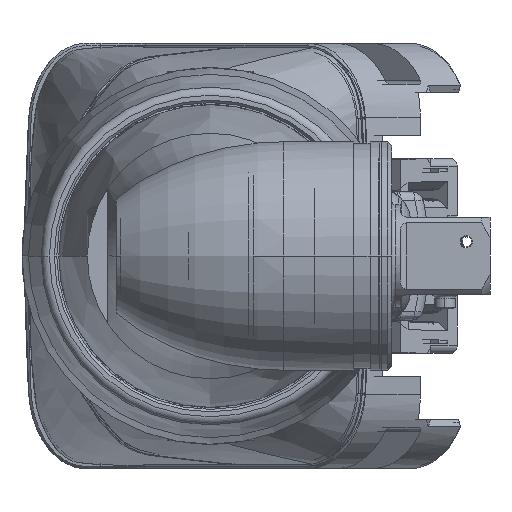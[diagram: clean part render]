
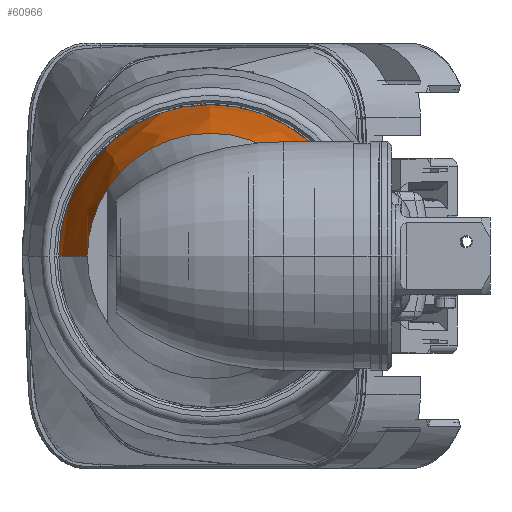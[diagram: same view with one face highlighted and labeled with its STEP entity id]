
A CAD part, left-side view. The second image highlights one B-rep face of the part: STEP entity #60966.
In plain terms, the highlighted free-form (B-spline) face has degree [3, 3] with [7, 4] control points.
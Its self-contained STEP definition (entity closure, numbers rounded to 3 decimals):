
#55925=CARTESIAN_POINT('',(-84.7,0.,0.));
#55926=DIRECTION('',(-1.,0.,0.));
#55927=DIRECTION('',(0.,-1.,0.));
#55928=AXIS2_PLACEMENT_3D('',#55925,#55926,#55927);
#55930=CARTESIAN_POINT('',(-84.738,-12.5,8.292));
#55931=CARTESIAN_POINT('',(-84.733,-12.5,8.293));
#55932=CARTESIAN_POINT('',(-84.725,-12.5,8.297));
#55933=CARTESIAN_POINT('',(-84.713,-12.5,8.302));
#55934=CARTESIAN_POINT('',(-84.704,-12.5,8.306));
#55935=CARTESIAN_POINT('',(-84.7,-12.5,8.308));
#55937=CARTESIAN_POINT('',(-84.7,12.5,8.308));
#55938=CARTESIAN_POINT('',(-84.704,12.5,8.306));
#55939=CARTESIAN_POINT('',(-84.713,12.5,8.302));
#55940=CARTESIAN_POINT('',(-84.725,12.5,8.297));
#55941=CARTESIAN_POINT('',(-84.733,12.5,8.293));
#55942=CARTESIAN_POINT('',(-84.738,12.5,8.292));
#55944=CARTESIAN_POINT('',(-84.7,0.,0.));
#55945=DIRECTION('',(-1.,0.,0.));
#55946=DIRECTION('',(0.,0.833,0.554));
#55947=AXIS2_PLACEMENT_3D('',#55944,#55945,#55946);
#55949=CARTESIAN_POINT('',(-54.775,-111.5,0.));
#55950=DIRECTION('',(0.,0.,1.));
#55951=DIRECTION('',(0.,1.,0.));
#55952=AXIS2_PLACEMENT_3D('',#55949,#55950,#55951);
#55954=CARTESIAN_POINT('',(-54.775,0.,0.));
#55955=DIRECTION('',(1.,0.,0.));
#55956=DIRECTION('',(0.,1.,0.));
#55957=AXIS2_PLACEMENT_3D('',#55954,#55955,#55956);
#55959=CARTESIAN_POINT('',(-54.775,111.5,0.));
#55960=DIRECTION('',(0.,0.,-1.));
#55961=DIRECTION('',(0.,-1.,0.));
#55962=AXIS2_PLACEMENT_3D('',#55959,#55960,#55961);
#56000=CARTESIAN_POINT('',(-84.738,0.,0.));
#56001=DIRECTION('',(1.,0.,0.));
#56002=DIRECTION('',(0.,0.833,0.553));
#56003=AXIS2_PLACEMENT_3D('',#56000,#56001,#56002);
#58736=CARTESIAN_POINT('',(-54.775,18.5,0.));
#58737=CARTESIAN_POINT('',(-54.775,-18.5,0.));
#58738=VERTEX_POINT('',#58736);
#58739=VERTEX_POINT('',#58737);
#58941=CARTESIAN_POINT('',(-84.7,12.5,8.308));
#58943=VERTEX_POINT('',#58941);
#58946=CARTESIAN_POINT('',(-84.7,-12.5,8.308));
#58948=VERTEX_POINT('',#58946);
#58949=CARTESIAN_POINT('',(-84.7,15.009,0.));
#58950=VERTEX_POINT('',#58949);
#58951=CARTESIAN_POINT('',(-84.7,-15.009,0.));
#58952=VERTEX_POINT('',#58951);
#58954=VERTEX_POINT('',#55942);
#58959=CARTESIAN_POINT('',(-84.738,-12.5,8.292));
#58960=VERTEX_POINT('',#58959);
#60921=CARTESIAN_POINT('',(-54.17,-18.462,
-1.162));
#60922=CARTESIAN_POINT('',(-64.677,-18.511,
-1.165));
#60923=CARTESIAN_POINT('',(-75.113,-17.294,
-1.088));
#60924=CARTESIAN_POINT('',(-85.326,-14.83,
-0.933));
#60925=CARTESIAN_POINT('',(-54.17,-19.177,
10.2));
#60926=CARTESIAN_POINT('',(-64.677,-19.228,
10.227));
#60927=CARTESIAN_POINT('',(-75.113,-17.964,
9.555));
#60928=CARTESIAN_POINT('',(-85.326,-15.404,
8.193));
#60929=CARTESIAN_POINT('',(-54.17,-11.384,
18.499));
#60930=CARTESIAN_POINT('',(-64.677,-11.414,
18.547));
#60931=CARTESIAN_POINT('',(-75.113,-10.664,
17.328));
#60932=CARTESIAN_POINT('',(-85.326,-9.144,
14.859));
#60933=CARTESIAN_POINT('',(-54.17,0.,18.499));
#60934=CARTESIAN_POINT('',(-64.677,0.,18.547));
#60935=CARTESIAN_POINT('',(-75.113,0.,17.328));
#60936=CARTESIAN_POINT('',(-85.326,0.,14.859));
#60937=CARTESIAN_POINT('',(-54.17,11.384,
18.499));
#60938=CARTESIAN_POINT('',(-64.677,11.414,
18.547));
#60939=CARTESIAN_POINT('',(-75.113,10.664,
17.328));
#60940=CARTESIAN_POINT('',(-85.326,9.144,
14.859));
#60941=CARTESIAN_POINT('',(-54.17,19.177,
10.2));
#60942=CARTESIAN_POINT('',(-64.677,19.228,
10.227));
#60943=CARTESIAN_POINT('',(-75.113,17.964,
9.555));
#60944=CARTESIAN_POINT('',(-85.326,15.404,
8.193));
#60945=CARTESIAN_POINT('',(-54.17,18.462,
-1.162));
#60946=CARTESIAN_POINT('',(-64.677,18.511,
-1.165));
#60947=CARTESIAN_POINT('',(-75.113,17.294,
-1.088));
#60948=CARTESIAN_POINT('',(-85.326,14.83,
-0.933));
#60949=(BOUNDED_SURFACE()B_SPLINE_SURFACE(3,3,((#60921,#60922,#60923,#60924),(
#60925,#60926,#60927,#60928),(#60929,#60930,#60931,#60932),(#60933,#60934,
#60935,#60936),(#60937,#60938,#60939,#60940),(#60941,#60942,#60943,#60944),(
#60945,#60946,#60947,#60948)),.UNSPECIFIED.,.F.,.F.,.F.)B_SPLINE_SURFACE_WITH_KNOTS((4,3,4),(4,4),(0.,1.,2.),(0.,1.),.UNSPECIFIED.)GEOMETRIC_REPRESENTATION_ITEM()RATIONAL_B_SPLINE_SURFACE(((1.192,1.186,
1.186,1.192),(0.941,0.936,
0.936,0.941),(0.941,0.936,
0.936,0.941),(1.192,1.186,
1.186,1.192),(0.941,0.936,
0.936,0.941),(0.941,0.936,
0.936,0.941),(1.192,1.186,
1.186,1.192)))REPRESENTATION_ITEM('')SURFACE());
#60950=ORIENTED_EDGE('',*,*,#60907,.T.);
#60951=ORIENTED_EDGE('',*,*,#60889,.F.);
#60953=ORIENTED_EDGE('',*,*,#60952,.F.);
#60955=ORIENTED_EDGE('',*,*,#60954,.F.);
#60957=ORIENTED_EDGE('',*,*,#60956,.T.);
#60959=ORIENTED_EDGE('',*,*,#60958,.F.);
#60961=ORIENTED_EDGE('',*,*,#60960,.T.);
#60963=ORIENTED_EDGE('',*,*,#60962,.T.);
#60964=EDGE_LOOP('',(#60950,#60951,#60953,#60955,#60957,#60959,#60961,#60963));
#60965=FACE_OUTER_BOUND('',#60964,.F.);
#55929=CIRCLE('',#55928,15.009);
#55936=B_SPLINE_CURVE_WITH_KNOTS('',3,(#55930,#55931,#55932,#55933,#55934,
#55935),.UNSPECIFIED.,.F.,.F.,(4,1,1,4),(0.,0.333,
0.667,1.),.UNSPECIFIED.);
#55943=B_SPLINE_CURVE_WITH_KNOTS('',3,(#55937,#55938,#55939,#55940,#55941,
#55942),.UNSPECIFIED.,.F.,.F.,(4,1,1,4),(0.,0.333,
0.667,1.),.UNSPECIFIED.);
#55948=CIRCLE('',#55947,15.009);
#55953=CIRCLE('',#55952,130.);
#55958=CIRCLE('',#55957,18.5);
#55963=CIRCLE('',#55962,130.);
#56004=CIRCLE('',#56003,15.);
#60889=EDGE_CURVE('',#58960,#58948,#55936,.T.);
#60907=EDGE_CURVE('',#58952,#58948,#55929,.T.);
#60952=EDGE_CURVE('',#58954,#58960,#56004,.T.);
#60954=EDGE_CURVE('',#58943,#58954,#55943,.T.);
#60956=EDGE_CURVE('',#58943,#58950,#55948,.T.);
#60958=EDGE_CURVE('',#58738,#58950,#55953,.T.);
#60960=EDGE_CURVE('',#58738,#58739,#55958,.T.);
#60962=EDGE_CURVE('',#58739,#58952,#55963,.T.);
#60966=ADVANCED_FACE('',(#60965),#60949,.T.);
